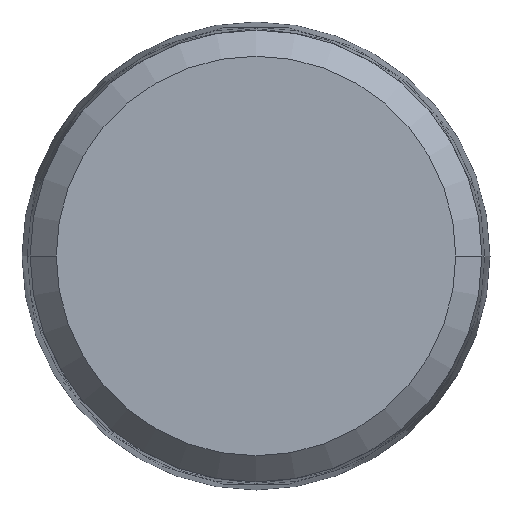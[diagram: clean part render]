
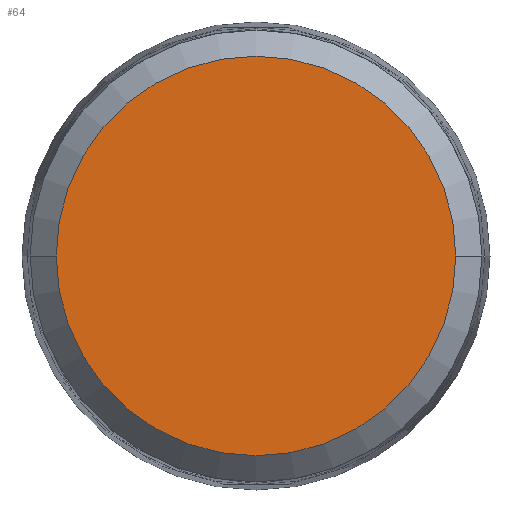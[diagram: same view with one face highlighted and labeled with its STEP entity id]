
A CAD part, front view. The second image highlights one B-rep face of the part: STEP entity #64.
In plain terms, the highlighted planar face has unit normal (0, -1, 0).
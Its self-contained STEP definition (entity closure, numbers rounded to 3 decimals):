
#64=ADVANCED_FACE('',(#105),#106,.T.);
#105=FACE_OUTER_BOUND('',#146,.T.);
#106=PLANE('',#147);
#146=EDGE_LOOP('',(#280,#281));
#147=AXIS2_PLACEMENT_3D('',#282,#283,#284);
#280=ORIENTED_EDGE('',*,*,#290,.F.);
#281=ORIENTED_EDGE('',*,*,#324,.F.);
#282=CARTESIAN_POINT('',(4.58,-13.0,0.0));
#283=DIRECTION('',(-0.0,-1.0,-0.0));
#284=DIRECTION('',(-1.0,0.0,0.0));
#290=EDGE_CURVE('',#333,#335,#336,.T.);
#324=EDGE_CURVE('',#335,#333,#390,.T.);
#333=VERTEX_POINT('',#401);
#335=VERTEX_POINT('',#404);
#336=CIRCLE('',#405,9.159);
#390=CIRCLE('',#482,9.159);
#401=CARTESIAN_POINT('',(9.159,-13.0,0.0));
#404=CARTESIAN_POINT('',(-9.159,-13.0,0.));
#405=AXIS2_PLACEMENT_3D('',#492,#493,#494);
#482=AXIS2_PLACEMENT_3D('',#548,#549,#550);
#492=CARTESIAN_POINT('',(0.0,-13.0,0.0));
#493=DIRECTION('',(-0.0,1.0,0.0));
#494=DIRECTION('',(1.0,0.0,0.0));
#548=CARTESIAN_POINT('',(0.0,-13.0,0.0));
#549=DIRECTION('',(-0.0,1.0,0.0));
#550=DIRECTION('',(1.0,0.0,0.0));
